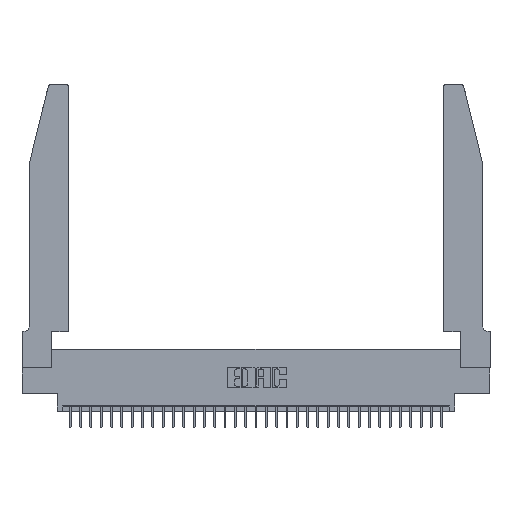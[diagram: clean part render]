
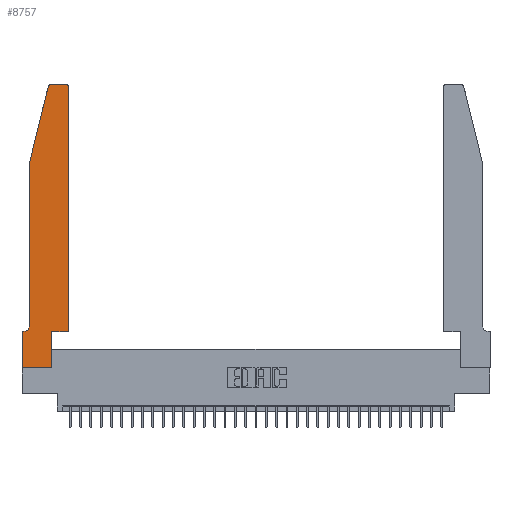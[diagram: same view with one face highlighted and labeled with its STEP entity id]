
A CAD part, top view. The second image highlights one B-rep face of the part: STEP entity #8757.
In plain terms, the highlighted planar face has unit normal (0, 0, 1).
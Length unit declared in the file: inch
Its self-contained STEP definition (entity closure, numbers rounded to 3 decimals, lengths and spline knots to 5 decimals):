
#460 = ORIENTED_EDGE ( 'NONE', *, *, #23319, .T. ) ;
#601 = VECTOR ( 'NONE', #29196, 39.37008 ) ;
#1020 = ORIENTED_EDGE ( 'NONE', *, *, #24323, .T. ) ;
#1402 = CARTESIAN_POINT ( 'NONE',  ( 0.4505, 2.72, 0.37 ) ) ;
#1527 = ORIENTED_EDGE ( 'NONE', *, *, #29355, .T. ) ;
#1915 = CIRCLE ( 'NONE', #12092, 0.07 ) ;
#2381 = LINE ( 'NONE', #8053, #601 ) ;
#2581 = ORIENTED_EDGE ( 'NONE', *, *, #13246, .T. ) ;
#2679 = ORIENTED_EDGE ( 'NONE', *, *, #8113, .T. ) ;
#3870 = EDGE_CURVE ( 'NONE', #20222, #31392, #9014, .T. ) ;
#4079 = ORIENTED_EDGE ( 'NONE', *, *, #3870, .T. ) ;
#4475 = CARTESIAN_POINT ( 'NONE',  ( 0.0755, 0.35, 0.37 ) ) ;
#4798 = DIRECTION ( 'NONE',  ( 1., 0., 0. ) ) ;
#4909 = LINE ( 'NONE', #7896, #30695 ) ;
#5174 = ORIENTED_EDGE ( 'NONE', *, *, #20754, .T. ) ;
#5806 = CARTESIAN_POINT ( 'NONE',  ( 0.4205, 2.75, 0.37 ) ) ;
#6219 = AXIS2_PLACEMENT_3D ( 'NONE', #7355, #25920, #10106 ) ;
#6334 = DIRECTION ( 'NONE',  ( 0., 0., -1. ) ) ;
#6511 = ORIENTED_EDGE ( 'NONE', *, *, #29554, .T. ) ;
#6753 = LINE ( 'NONE', #13121, #20995 ) ;
#7269 = VERTEX_POINT ( 'NONE', #14601 ) ;
#7292 = EDGE_CURVE ( 'NONE', #31392, #24359, #31595, .T. ) ;
#7355 = CARTESIAN_POINT ( 'NONE',  ( 0.284, 2.72, 0.37 ) ) ;
#7370 = VERTEX_POINT ( 'NONE', #1402 ) ;
#7555 = ORIENTED_EDGE ( 'NONE', *, *, #31850, .T. ) ;
#7896 = CARTESIAN_POINT ( 'NONE',  ( 0.0755, 2., 0.37 ) ) ;
#8053 = CARTESIAN_POINT ( 'NONE',  ( 0.4505, 0.35, 0.37 ) ) ;
#8113 = EDGE_CURVE ( 'NONE', #17420, #24655, #16358, .T. ) ;
#8757 = ADVANCED_FACE ( 'NONE', ( #24530 ), #23272, .T. ) ;
#9014 = LINE ( 'NONE', #4475, #23123 ) ;
#9475 = LINE ( 'NONE', #18272, #29686 ) ;
#10063 = DIRECTION ( 'NONE',  ( 1., 0., 0. ) ) ;
#10106 = DIRECTION ( 'NONE',  ( 1., 0., 0. ) ) ;
#10267 = ORIENTED_EDGE ( 'NONE', *, *, #7292, .T. ) ;
#10496 = DIRECTION ( 'NONE',  ( 1., 0., 0. ) ) ;
#10604 = DIRECTION ( 'NONE',  ( 0., -1., 0. ) ) ;
#12036 = CARTESIAN_POINT ( 'NONE',  ( 0., 0., 0.37 ) ) ;
#12092 = AXIS2_PLACEMENT_3D ( 'NONE', #22342, #6334, #24964 ) ;
#12414 = VECTOR ( 'NONE', #10604, 39.37008 ) ;
#13121 = CARTESIAN_POINT ( 'NONE',  ( 0.2865, 0.35, 0.37 ) ) ;
#13246 = EDGE_CURVE ( 'NONE', #24655, #17186, #4909, .T. ) ;
#13384 = ORIENTED_EDGE ( 'NONE', *, *, #19042, .T. ) ;
#13612 = DIRECTION ( 'NONE',  ( 0., 0., 1. ) ) ;
#13964 = AXIS2_PLACEMENT_3D ( 'NONE', #31046, #25882, #10063 ) ;
#14601 = CARTESIAN_POINT ( 'NONE',  ( 0.2865, 0.35, 0.37 ) ) ;
#15906 = DIRECTION ( 'NONE',  ( 0., 1., 0. ) ) ;
#15974 = CARTESIAN_POINT ( 'NONE',  ( 0.0755, 2., 0.37 ) ) ;
#16271 = CARTESIAN_POINT ( 'NONE',  ( 0.0755, 0.42, 0.37 ) ) ;
#16279 = CARTESIAN_POINT ( 'NONE',  ( 0., 0., 0.37 ) ) ;
#16358 = CIRCLE ( 'NONE', #6219, 0.03 ) ;
#17186 = VERTEX_POINT ( 'NONE', #25830 ) ;
#17362 = AXIS2_PLACEMENT_3D ( 'NONE', #29326, #13612, #32007 ) ;
#17420 = VERTEX_POINT ( 'NONE', #21493 ) ;
#18272 = CARTESIAN_POINT ( 'NONE',  ( 0., 0., 0.37 ) ) ;
#18892 = VERTEX_POINT ( 'NONE', #19322 ) ;
#19042 = EDGE_CURVE ( 'NONE', #25597, #17420, #20412, .T. ) ;
#19322 = CARTESIAN_POINT ( 'NONE',  ( 0.4505, 0.35, 0.37 ) ) ;
#19473 = VERTEX_POINT ( 'NONE', #16271 ) ;
#19589 = CARTESIAN_POINT ( 'NONE',  ( 0.2865, 0., 0.37 ) ) ;
#19879 = DIRECTION ( 'NONE',  ( -1., 0., 0. ) ) ;
#20222 = VERTEX_POINT ( 'NONE', #33092 ) ;
#20412 = LINE ( 'NONE', #32937, #26549 ) ;
#20606 = DIRECTION ( 'NONE',  ( -1., 0., 0. ) ) ;
#20754 = EDGE_CURVE ( 'NONE', #24359, #32395, #9475, .T. ) ;
#20995 = VECTOR ( 'NONE', #15906, 39.37008 ) ;
#21493 = CARTESIAN_POINT ( 'NONE',  ( 0.284, 2.75, 0.37 ) ) ;
#22342 = CARTESIAN_POINT ( 'NONE',  ( 0.0055, 0.42, 0.37 ) ) ;
#22810 = CARTESIAN_POINT ( 'NONE',  ( 0.25487, 2.72718, 0.37 ) ) ;
#23123 = VECTOR ( 'NONE', #20606, 39.37008 ) ;
#23272 = PLANE ( 'NONE',  #13964 ) ;
#23319 = EDGE_CURVE ( 'NONE', #32395, #7269, #6753, .T. ) ;
#23585 = CARTESIAN_POINT ( 'NONE',  ( 0.4505, 0.35, 0.37 ) ) ;
#24323 = EDGE_CURVE ( 'NONE', #7370, #25597, #30718, .T. ) ;
#24359 = VERTEX_POINT ( 'NONE', #16279 ) ;
#24415 = CARTESIAN_POINT ( 'NONE',  ( 0., 0.35, 0.37 ) ) ;
#24530 = FACE_OUTER_BOUND ( 'NONE', #33793, .T. ) ;
#24531 = LINE ( 'NONE', #23585, #28170 ) ;
#24622 = VECTOR ( 'NONE', #27813, 39.37008 ) ;
#24655 = VERTEX_POINT ( 'NONE', #22810 ) ;
#24964 = DIRECTION ( 'NONE',  ( -1., 0., 0. ) ) ;
#25597 = VERTEX_POINT ( 'NONE', #5806 ) ;
#25830 = CARTESIAN_POINT ( 'NONE',  ( 0.0755, 2., 0.37 ) ) ;
#25882 = DIRECTION ( 'NONE',  ( 0., 0., 1. ) ) ;
#25920 = DIRECTION ( 'NONE',  ( 0., 0., 1. ) ) ;
#26424 = LINE ( 'NONE', #15974, #12414 ) ;
#26549 = VECTOR ( 'NONE', #19879, 39.37008 ) ;
#27386 = EDGE_CURVE ( 'NONE', #17186, #19473, #26424, .T. ) ;
#27813 = DIRECTION ( 'NONE',  ( 0., -1., 0. ) ) ;
#28170 = VECTOR ( 'NONE', #10496, 39.37008 ) ;
#29028 = DIRECTION ( 'NONE',  ( -0.239, -0.971, 0. ) ) ;
#29196 = DIRECTION ( 'NONE',  ( 0., 1., 0. ) ) ;
#29326 = CARTESIAN_POINT ( 'NONE',  ( 0.4205, 2.72, 0.37 ) ) ;
#29355 = EDGE_CURVE ( 'NONE', #18892, #7370, #2381, .T. ) ;
#29554 = EDGE_CURVE ( 'NONE', #19473, #20222, #1915, .T. ) ;
#29686 = VECTOR ( 'NONE', #4798, 39.37008 ) ;
#30695 = VECTOR ( 'NONE', #29028, 39.37008 ) ;
#30718 = CIRCLE ( 'NONE', #17362, 0.03 ) ;
#31046 = CARTESIAN_POINT ( 'NONE',  ( 0., 0.35, 0.37 ) ) ;
#31392 = VERTEX_POINT ( 'NONE', #24415 ) ;
#31595 = LINE ( 'NONE', #12036, #24622 ) ;
#31758 = ORIENTED_EDGE ( 'NONE', *, *, #27386, .T. ) ;
#31850 = EDGE_CURVE ( 'NONE', #7269, #18892, #24531, .T. ) ;
#32007 = DIRECTION ( 'NONE',  ( 1., 0., 0. ) ) ;
#32395 = VERTEX_POINT ( 'NONE', #19589 ) ;
#32937 = CARTESIAN_POINT ( 'NONE',  ( 0.2605, 2.75, 0.37 ) ) ;
#33092 = CARTESIAN_POINT ( 'NONE',  ( 0.0055, 0.35, 0.37 ) ) ;
#33793 = EDGE_LOOP ( 'NONE', ( #13384, #2679, #2581, #31758, #6511, #4079, #10267, #5174, #460, #7555, #1527, #1020 ) ) ;
